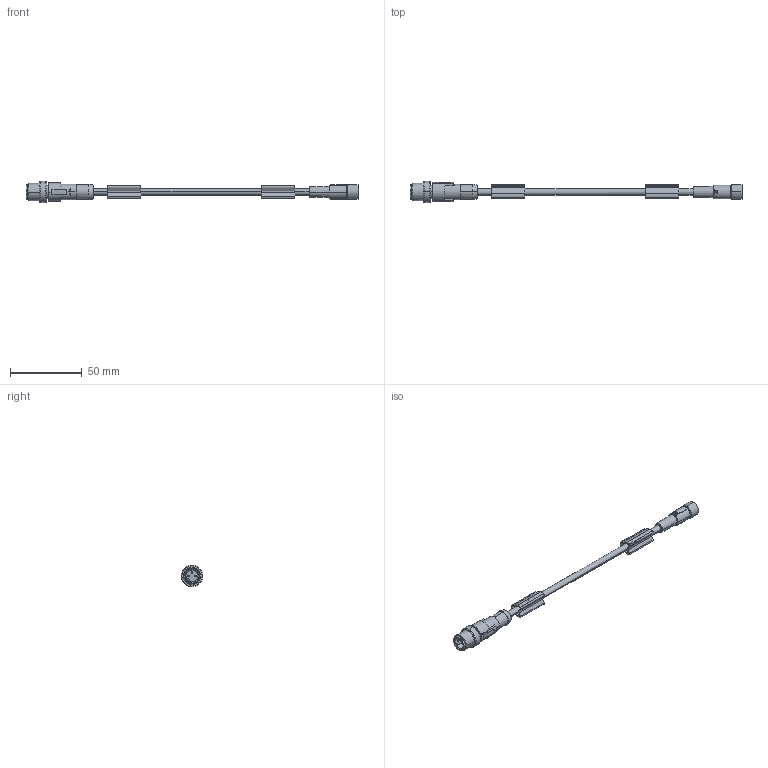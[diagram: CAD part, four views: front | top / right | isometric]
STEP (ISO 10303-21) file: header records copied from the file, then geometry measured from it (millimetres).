
FILE_DESCRIPTION(('SolidDesigner STEP Export'),'2;1');
FILE_NAME('1668797.stp','2011-03-15T15:55:46',(''),(''),'CoCreate Modeling STEP processor for AP214 (Solid Model)','CoCreate Modeling 16.00A 16-Aug-2008 (C) Parametric Technology GmbH','');
FILE_SCHEMA(('AUTOMOTIVE_DESIGN { 1 0 10303 214 1 1 1 1 }'));
Length unit declared in the file: millimetre
Products named in the file (2): 1668797
Assembly tree (1 placements, depth 2):
  1668797
    1668797
Bounding box: 230.8 x 14.8 x 14.8 mm (x, y, z)
Volume: 9888.2 mm3; surface area: 8963.4 mm2
Topology: 1 solids, 1 shells, 299 faces, 816 edges, 545 vertices
Faces by surface type: cylinder 137, plane 108, extrusion 37, cone 17
Entity records: 15050 total; most frequent: CARTESIAN_POINT 5573, ORIENTED_EDGE 1632, DIRECTION 1236, EDGE_CURVE 816, VERTEX_POINT 545, VECTOR 424, AXIS2_PLACEMENT_3D 406, LINE 388
